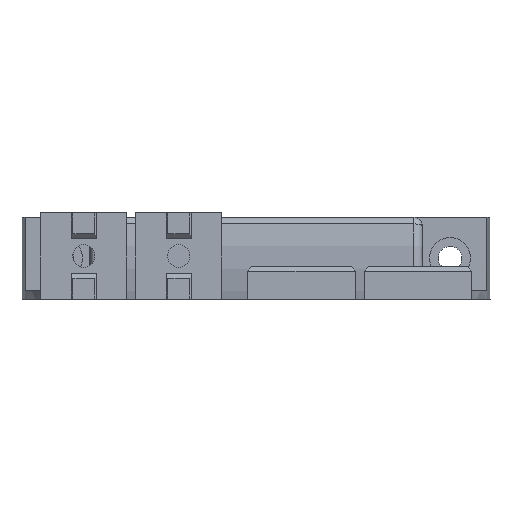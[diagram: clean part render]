
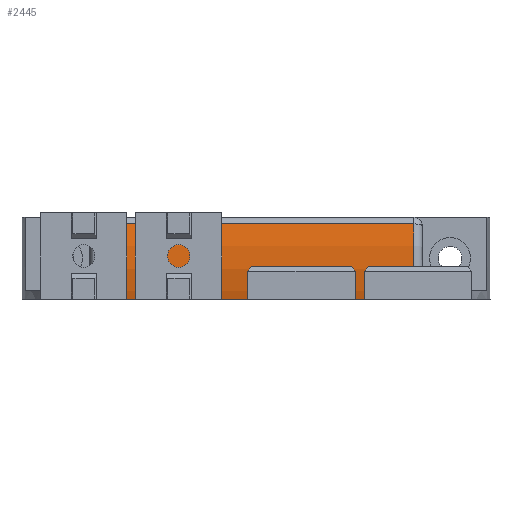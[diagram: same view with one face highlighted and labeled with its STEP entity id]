
A CAD part, left-side view. The second image highlights one B-rep face of the part: STEP entity #2445.
In plain terms, the highlighted cylindrical face has radius 36 mm (diameter 72 mm), a partial arc.
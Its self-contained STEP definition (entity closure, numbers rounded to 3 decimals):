
#104=B_SPLINE_CURVE_WITH_KNOTS('',3,(#3782,#3783,#3784,#3785,#3786,#3787),
 .UNSPECIFIED.,.F.,.F.,(4,2,4),(-0.936,-0.775,-0.743),
 .UNSPECIFIED.);
#105=B_SPLINE_CURVE_WITH_KNOTS('',3,(#3789,#3790,#3791,#3792),
 .UNSPECIFIED.,.F.,.F.,(4,4),(-3.585,-3.399),
 .UNSPECIFIED.);
#122=LINE('',#3672,#371);
#140=LINE('',#3747,#389);
#144=LINE('',#3781,#393);
#145=LINE('',#3793,#394);
#371=VECTOR('',#2925,1000.);
#389=VECTOR('',#3001,10.);
#393=VECTOR('',#3031,1000.);
#394=VECTOR('',#3032,1000.);
#622=CYLINDRICAL_SURFACE('',#2676,36.);
#695=FACE_OUTER_BOUND('',#832,.T.);
#832=EDGE_LOOP('',(#1742,#1743,#1744,#1745,#1746,#1747,#1748,#1749));
#1013=CIRCLE('',#2675,36.);
#1014=CIRCLE('',#2677,36.);
#1081=VERTEX_POINT('',#3669);
#1082=VERTEX_POINT('',#3671);
#1109=VERTEX_POINT('',#3743);
#1110=VERTEX_POINT('',#3745);
#1115=VERTEX_POINT('',#3765);
#1116=VERTEX_POINT('',#3778);
#1117=VERTEX_POINT('',#3780);
#1118=VERTEX_POINT('',#3788);
#1313=EDGE_CURVE('',#1081,#1082,#122,.T.);
#1351=EDGE_CURVE('',#1110,#1109,#140,.T.);
#1360=EDGE_CURVE('',#1109,#1115,#1013,.T.);
#1362=EDGE_CURVE('',#1116,#1110,#1014,.T.);
#1363=EDGE_CURVE('',#1117,#1116,#144,.T.);
#1364=EDGE_CURVE('',#1082,#1117,#104,.T.);
#1365=EDGE_CURVE('',#1118,#1081,#105,.T.);
#1366=EDGE_CURVE('',#1115,#1118,#145,.T.);
#1742=ORIENTED_EDGE('',*,*,#1351,.F.);
#1743=ORIENTED_EDGE('',*,*,#1362,.F.);
#1744=ORIENTED_EDGE('',*,*,#1363,.F.);
#1745=ORIENTED_EDGE('',*,*,#1364,.F.);
#1746=ORIENTED_EDGE('',*,*,#1313,.F.);
#1747=ORIENTED_EDGE('',*,*,#1365,.F.);
#1748=ORIENTED_EDGE('',*,*,#1366,.F.);
#1749=ORIENTED_EDGE('',*,*,#1360,.F.);
#2445=ADVANCED_FACE('',(#695),#622,.T.);
#2675=AXIS2_PLACEMENT_3D('',#3766,#3025,#3026);
#2676=AXIS2_PLACEMENT_3D('',#3777,#3027,#3028);
#2677=AXIS2_PLACEMENT_3D('',#3779,#3029,#3030);
#2925=DIRECTION('',(1.,0.,0.));
#3001=DIRECTION('',(-1.,0.,0.));
#3025=DIRECTION('center_axis',(-1.,0.,0.));
#3026=DIRECTION('ref_axis',(0.,1.,0.027));
#3027=DIRECTION('center_axis',(-1.,0.,0.));
#3028=DIRECTION('ref_axis',(0.,0.,
-1.));
#3029=DIRECTION('center_axis',(1.,0.,0.));
#3030=DIRECTION('ref_axis',(0.,1.,0.027));
#3031=DIRECTION('',(-1.,0.,0.));
#3032=DIRECTION('',(-1.,0.,0.));
#3669=CARTESIAN_POINT('',(7.41,34.724,0.));
#3671=CARTESIAN_POINT('',(101.09,34.724,0.));
#3672=CARTESIAN_POINT('',(0.,34.724,0.));
#3743=CARTESIAN_POINT('',(17.725,35.113,17.441));
#3745=CARTESIAN_POINT('',(90.775,35.113,17.441));
#3747=CARTESIAN_POINT('',(0.,35.113,17.441));
#3765=CARTESIAN_POINT('',(17.725,35.189,1.9));
#3766=CARTESIAN_POINT('Origin',(17.725,0.,
9.5));
#3777=CARTESIAN_POINT('Origin',(0.,0.,
9.5));
#3778=CARTESIAN_POINT('',(90.775,35.189,1.9));
#3779=CARTESIAN_POINT('Origin',(90.775,0.,
9.5));
#3780=CARTESIAN_POINT('',(100.687,35.189,1.9));
#3781=CARTESIAN_POINT('',(0.,35.189,1.9));
#3782=CARTESIAN_POINT('Ctrl Pts',(101.09,34.724,0.));
#3783=CARTESIAN_POINT('Ctrl Pts',(100.985,34.873,0.546));
#3784=CARTESIAN_POINT('Ctrl Pts',(100.872,35.006,1.083));
#3785=CARTESIAN_POINT('Ctrl Pts',(100.734,35.144,1.696));
#3786=CARTESIAN_POINT('Ctrl Pts',(100.711,35.166,1.797));
#3787=CARTESIAN_POINT('Ctrl Pts',(100.687,35.189,1.9));
#3788=CARTESIAN_POINT('',(7.813,35.189,1.9));
#3789=CARTESIAN_POINT('Ctrl Pts',(7.813,35.189,1.9));
#3790=CARTESIAN_POINT('Ctrl Pts',(7.666,35.051,1.262));
#3791=CARTESIAN_POINT('Ctrl Pts',(7.53,34.896,0.628));
#3792=CARTESIAN_POINT('Ctrl Pts',(7.41,34.724,0.));
#3793=CARTESIAN_POINT('',(0.,35.189,1.9));
